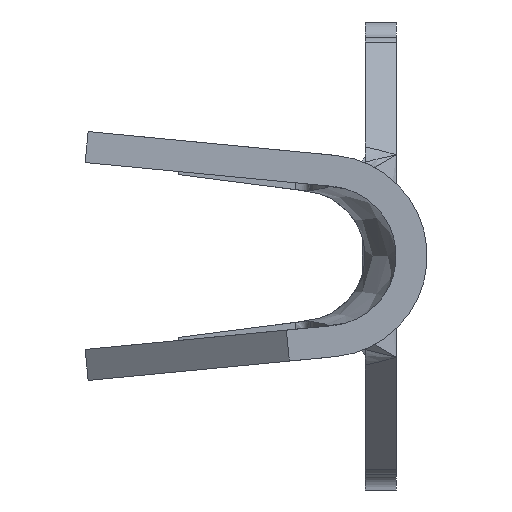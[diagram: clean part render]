
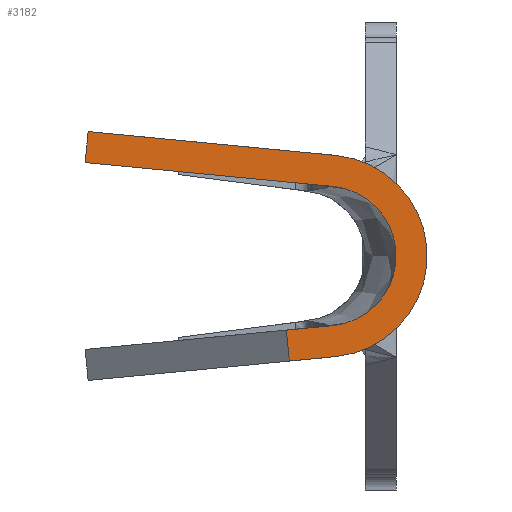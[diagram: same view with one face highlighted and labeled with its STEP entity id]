
A CAD part, left-side view. The second image highlights one B-rep face of the part: STEP entity #3182.
In plain terms, the highlighted planar face has unit normal (-1, 0, 0).
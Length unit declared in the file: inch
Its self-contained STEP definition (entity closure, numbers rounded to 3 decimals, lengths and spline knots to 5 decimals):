
#7 = CARTESIAN_POINT ( 'NONE',  ( -0.505, 0.0407, -0.04479 ) ) ;
#23 = VECTOR ( 'NONE', #5379, 39.37008 ) ;
#60 = LINE ( 'NONE', #5861, #1431 ) ;
#148 = DIRECTION ( 'NONE',  ( -1., 0., 0. ) ) ;
#204 = DIRECTION ( 'NONE',  ( 0., 0., 1. ) ) ;
#498 = VERTEX_POINT ( 'NONE', #5208 ) ;
#641 = DIRECTION ( 'NONE',  ( 1., 0., 0. ) ) ;
#686 = AXIS2_PLACEMENT_3D ( 'NONE', #6173, #3168, #204 ) ;
#955 = EDGE_CURVE ( 'NONE', #3291, #498, #60, .T. ) ;
#1054 = CARTESIAN_POINT ( 'NONE',  ( -0.505, 0.19809, 0.08 ) ) ;
#1431 = VECTOR ( 'NONE', #3317, 39.37008 ) ;
#1467 = CIRCLE ( 'NONE', #2327, 0.045 ) ;
#1540 = EDGE_CURVE ( 'NONE', #4916, #4271, #5391, .T. ) ;
#1568 = DIRECTION ( 'NONE',  ( 0., -0.096, -0.995 ) ) ;
#1569 = DIRECTION ( 'NONE',  ( 0., 0.096, -0.995 ) ) ;
#1615 = VECTOR ( 'NONE', #1568, 39.37008 ) ;
#1633 = EDGE_CURVE ( 'NONE', #498, #3982, #3714, .T. ) ;
#1880 = ORIENTED_EDGE ( 'NONE', *, *, #6111, .T. ) ;
#1905 = CARTESIAN_POINT ( 'NONE',  ( -0.505, 0.03879, 0.0647 ) ) ;
#1967 = DIRECTION ( 'NONE',  ( 0., -0.995, -0.096 ) ) ;
#2068 = ORIENTED_EDGE ( 'NONE', *, *, #1633, .T. ) ;
#2240 = ORIENTED_EDGE ( 'NONE', *, *, #4877, .T. ) ;
#2327 = AXIS2_PLACEMENT_3D ( 'NONE', #3586, #641, #4100 ) ;
#2350 = ORIENTED_EDGE ( 'NONE', *, *, #4231, .T. ) ;
#2392 = CARTESIAN_POINT ( 'NONE',  ( -0.505, 0.03879, 0.0647 ) ) ;
#2405 = LINE ( 'NONE', #1905, #23 ) ;
#2614 = LINE ( 'NONE', #4531, #1615 ) ;
#2630 = LINE ( 'NONE', #7, #5125 ) ;
#2668 = PLANE ( 'NONE',  #686 ) ;
#2731 = VECTOR ( 'NONE', #1569, 39.37008 ) ;
#2748 = CARTESIAN_POINT ( 'NONE',  ( -0.505, 0.0407, 0.04479 ) ) ;
#3004 = DIRECTION ( 'NONE',  ( 0., 0.995, -0.096 ) ) ;
#3125 = CARTESIAN_POINT ( 'NONE',  ( -0.505, 0.045, 0. ) ) ;
#3168 = DIRECTION ( 'NONE',  ( -1., 0., 0. ) ) ;
#3182 = ADVANCED_FACE ( 'NONE', ( #6303 ), #2668, .T. ) ;
#3291 = VERTEX_POINT ( 'NONE', #4836 ) ;
#3317 = DIRECTION ( 'NONE',  ( 0., -0.995, 0.096 ) ) ;
#3431 = EDGE_CURVE ( 'NONE', #4271, #5817, #5678, .T. ) ;
#3586 = CARTESIAN_POINT ( 'NONE',  ( -0.505, 0.045, 0. ) ) ;
#3618 = DIRECTION ( 'NONE',  ( 0., 0., 1. ) ) ;
#3714 = CIRCLE ( 'NONE', #4296, 0.065 ) ;
#3982 = VERTEX_POINT ( 'NONE', #2392 ) ;
#4100 = DIRECTION ( 'NONE',  ( 0., 0., 1. ) ) ;
#4231 = EDGE_CURVE ( 'NONE', #3982, #4916, #2405, .T. ) ;
#4271 = VERTEX_POINT ( 'NONE', #4897 ) ;
#4296 = AXIS2_PLACEMENT_3D ( 'NONE', #3125, #148, #3618 ) ;
#4492 = VECTOR ( 'NONE', #1967, 39.37008 ) ;
#4496 = EDGE_CURVE ( 'NONE', #5817, #6096, #1467, .T. ) ;
#4516 = CARTESIAN_POINT ( 'NONE',  ( -0.505, 0.19809, 0.08 ) ) ;
#4531 = CARTESIAN_POINT ( 'NONE',  ( -0.505, 0.0706, -0.04766 ) ) ;
#4836 = CARTESIAN_POINT ( 'NONE',  ( -0.505, 0.06868, -0.06757 ) ) ;
#4877 = EDGE_CURVE ( 'NONE', #6096, #5344, #2630, .T. ) ;
#4897 = CARTESIAN_POINT ( 'NONE',  ( -0.505, 0.2, 0.06009 ) ) ;
#4916 = VERTEX_POINT ( 'NONE', #4516 ) ;
#4918 = CARTESIAN_POINT ( 'NONE',  ( -0.505, 0.0407, 0.04479 ) ) ;
#4995 = EDGE_LOOP ( 'NONE', ( #1880, #5170, #2068, #2350, #5460, #5255, #5458, #2240 ) ) ;
#5125 = VECTOR ( 'NONE', #3004, 39.37008 ) ;
#5170 = ORIENTED_EDGE ( 'NONE', *, *, #955, .T. ) ;
#5208 = CARTESIAN_POINT ( 'NONE',  ( -0.505, 0.03879, -0.0647 ) ) ;
#5255 = ORIENTED_EDGE ( 'NONE', *, *, #3431, .T. ) ;
#5344 = VERTEX_POINT ( 'NONE', #6166 ) ;
#5379 = DIRECTION ( 'NONE',  ( 0., 0.995, 0.096 ) ) ;
#5391 = LINE ( 'NONE', #1054, #2731 ) ;
#5458 = ORIENTED_EDGE ( 'NONE', *, *, #4496, .T. ) ;
#5460 = ORIENTED_EDGE ( 'NONE', *, *, #1540, .T. ) ;
#5678 = LINE ( 'NONE', #4918, #4492 ) ;
#5817 = VERTEX_POINT ( 'NONE', #2748 ) ;
#5861 = CARTESIAN_POINT ( 'NONE',  ( -0.505, 0.03879, -0.0647 ) ) ;
#5944 = CARTESIAN_POINT ( 'NONE',  ( -0.505, 0.0407, -0.04479 ) ) ;
#6096 = VERTEX_POINT ( 'NONE', #5944 ) ;
#6111 = EDGE_CURVE ( 'NONE', #5344, #3291, #2614, .T. ) ;
#6166 = CARTESIAN_POINT ( 'NONE',  ( -0.505, 0.0706, -0.04766 ) ) ;
#6173 = CARTESIAN_POINT ( 'NONE',  ( -0.505, 0.045, 0. ) ) ;
#6303 = FACE_OUTER_BOUND ( 'NONE', #4995, .T. ) ;
